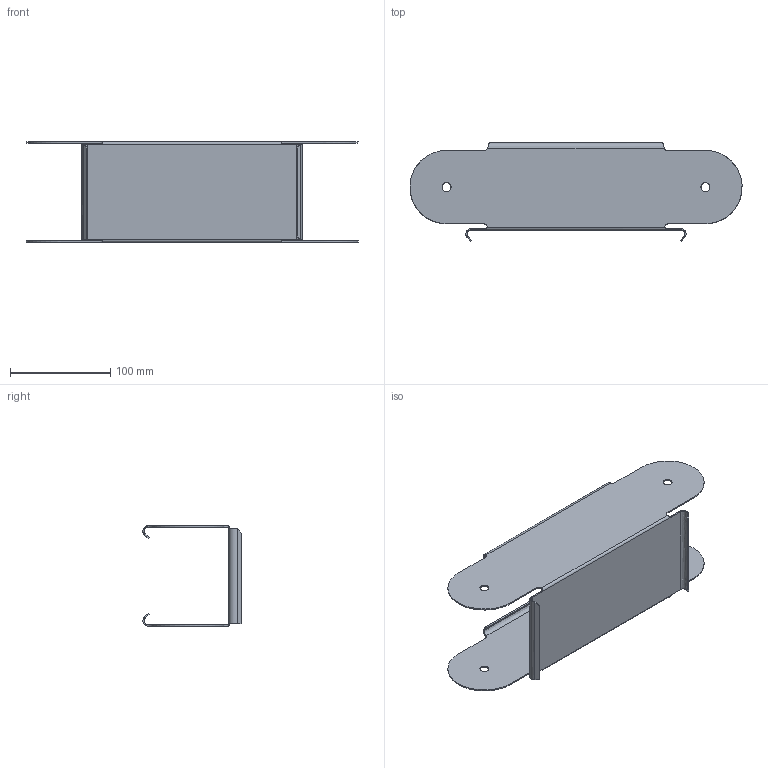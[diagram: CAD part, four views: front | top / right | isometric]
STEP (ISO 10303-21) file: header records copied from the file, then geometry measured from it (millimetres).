
FILE_DESCRIPTION(/* description */ (''),/* implementation_level */ '2;1');
FILE_NAME(/* name */ '7076096',/* time_stamp */ '2014-10-09T11:29:17+02:00',/* author */ (''),/* organization */ (''),/* preprocessor_version */ 'ST-DEVELOPER v15',/* originating_system */ '',/* authorisation */ '');
FILE_SCHEMA (('AUTOMOTIVE_DESIGN'));
Length unit declared in the file: millimetre
Products named in the file (1): Document
Bounding box: 330.88 x 97.98 x 100 mm (x, y, z)
Volume: 97194.1 mm3; surface area: 157142.3 mm2
Topology: 1 solids, 1 shells, 88 faces, 222 edges, 136 vertices
Faces by surface type: bspline 49, plane 39
Entity records: 3686 total; most frequent: CARTESIAN_POINT 2285, ORIENTED_EDGE 444, EDGE_CURVE 222, B_SPLINE_CURVE_WITH_KNOTS 166, VERTEX_POINT 136, EDGE_LOOP 96, ADVANCED_FACE 88, FACE_OUTER_BOUND 88
